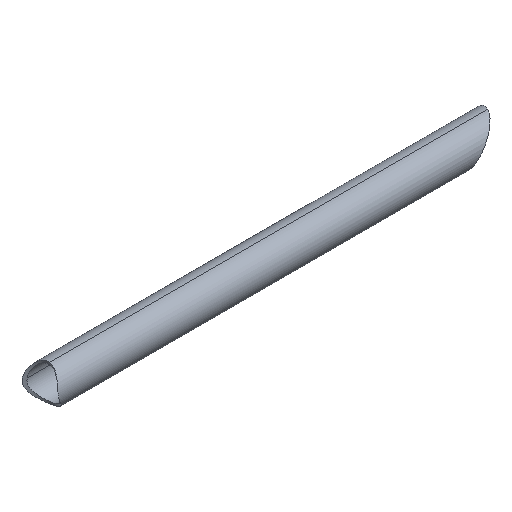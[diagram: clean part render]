
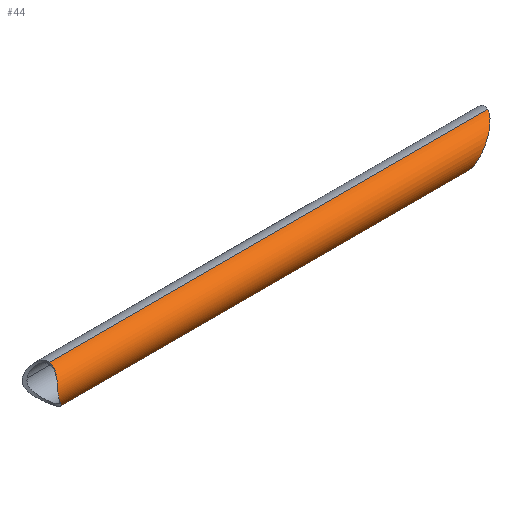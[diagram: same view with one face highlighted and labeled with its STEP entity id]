
A CAD part, isometric view. The second image highlights one B-rep face of the part: STEP entity #44.
In plain terms, the highlighted cylindrical face has radius 12.5 mm (diameter 25 mm), a partial arc.
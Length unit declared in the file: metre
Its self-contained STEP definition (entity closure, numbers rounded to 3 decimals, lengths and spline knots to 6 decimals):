
#44=ADVANCED_FACE('0:27',(#83),#84,.T.);
#83=FACE_OUTER_BOUND('',#113,.T.);
#84=CYLINDRICAL_SURFACE('',#114,0.0125);
#113=EDGE_LOOP('',(#180,#181,#182,#183,#184,#185));
#114=AXIS2_PLACEMENT_3D('',#186,#187,#188);
#180=ORIENTED_EDGE('',*,*,#191,.T.);
#181=ORIENTED_EDGE('',*,*,#206,.T.);
#182=ORIENTED_EDGE('',*,*,#216,.T.);
#183=ORIENTED_EDGE('',*,*,#193,.T.);
#184=ORIENTED_EDGE('',*,*,#211,.T.);
#185=ORIENTED_EDGE('',*,*,#210,.T.);
#186=CARTESIAN_POINT('',(499.659007,0.27038,0.184317));
#187=DIRECTION('',(1.0,0.,0.));
#188=DIRECTION('',(0.,0.,1.0));
#191=EDGE_CURVE('',#221,#222,#223,.T.);
#193=EDGE_CURVE('',#226,#224,#227,.T.);
#206=EDGE_CURVE('',#222,#247,#250,.T.);
#210=EDGE_CURVE('0:350',#254,#221,#255,.T.);
#211=EDGE_CURVE('',#224,#254,#256,.T.);
#216=EDGE_CURVE('',#247,#226,#262,.T.);
#221=VERTEX_POINT('',#267);
#222=VERTEX_POINT('',#268);
#223=LINE('',#269,#270);
#224=VERTEX_POINT('',#271);
#226=VERTEX_POINT('',#273);
#227=LINE('',#274,#275);
#247=VERTEX_POINT('',#390);
#250=B_SPLINE_CURVE_WITH_KNOTS('',3,(#394,#395,#396,#397,#398,#399,#400,#401,#402,#403,#404,#405,#406,#407,#408,#409,#410,#411,#412,#413,#414,#415,#416,#417,#418,#419,#420,#421,#422,#423,#424,#425,#426,#427,#428,#429,#430,#431,#432,#433),.UNSPECIFIED.,.F.,.F.,(4,3,3,3,3,3,3,3,3,3,3,3,3,4),(0.022779,0.026098,0.029599,0.030644,0.034186,0.037526,0.040449,0.042001,0.046728,0.050405,0.051868,0.055335,0.058533,0.060907),.UNSPECIFIED.);
#254=VERTEX_POINT('',#456);
#255=ELLIPSE('',#457,0.017726,0.0125);
#256=ELLIPSE('',#458,0.017726,0.0125);
#262=B_SPLINE_CURVE_WITH_KNOTS('',3,(#491,#492,#493,#494,#495,#496,#497),.UNSPECIFIED.,.F.,.F.,(4,3,4),(0.060907,0.062435,0.063363),.UNSPECIFIED.);
#267=CARTESIAN_POINT('',(-0.329541,0.27038,0.196817));
#268=CARTESIAN_POINT('',(-0.635143,0.27038,0.196817));
#269=CARTESIAN_POINT('',(-0.484826,0.27038,0.196817));
#270=VECTOR('',#501,1.0);
#271=CARTESIAN_POINT('',(-0.350862,0.27038,0.171817));
#273=CARTESIAN_POINT('',(-0.635204,0.27038,0.171817));
#274=CARTESIAN_POINT('',(-0.484826,0.27038,0.171817));
#275=VECTOR('',#505,1.0);
#390=CARTESIAN_POINT('',(-0.635,0.267918,0.172062));
#394=CARTESIAN_POINT('',(-0.635143,0.27038,0.196817));
#395=CARTESIAN_POINT('',(-0.635298,0.269253,0.196817));
#396=CARTESIAN_POINT('',(-0.635578,0.268124,0.196662));
#397=CARTESIAN_POINT('',(-0.63595,0.267061,0.196369));
#398=CARTESIAN_POINT('',(-0.636341,0.265939,0.19606));
#399=CARTESIAN_POINT('',(-0.636833,0.264887,0.195597));
#400=CARTESIAN_POINT('',(-0.637348,0.263963,0.195044));
#401=CARTESIAN_POINT('',(-0.637502,0.263687,0.194879));
#402=CARTESIAN_POINT('',(-0.637657,0.263424,0.194708));
#403=CARTESIAN_POINT('',(-0.637814,0.263168,0.194527));
#404=CARTESIAN_POINT('',(-0.638345,0.262302,0.193915));
#405=CARTESIAN_POINT('',(-0.638932,0.261487,0.193171));
#406=CARTESIAN_POINT('',(-0.639484,0.260778,0.19232));
#407=CARTESIAN_POINT('',(-0.640005,0.260109,0.191518));
#408=CARTESIAN_POINT('',(-0.640495,0.259533,0.190621));
#409=CARTESIAN_POINT('',(-0.640851,0.259074,0.18965));
#410=CARTESIAN_POINT('',(-0.641163,0.258674,0.1888));
#411=CARTESIAN_POINT('',(-0.641369,0.258363,0.187892));
#412=CARTESIAN_POINT('',(-0.64141,0.258159,0.186943));
#413=CARTESIAN_POINT('',(-0.641431,0.258051,0.186439));
#414=CARTESIAN_POINT('',(-0.641406,0.257974,0.185926));
#415=CARTESIAN_POINT('',(-0.641338,0.257929,0.185418));
#416=CARTESIAN_POINT('',(-0.641131,0.257792,0.183869));
#417=CARTESIAN_POINT('',(-0.640525,0.257948,0.182339));
#418=CARTESIAN_POINT('',(-0.639813,0.258354,0.180909));
#419=CARTESIAN_POINT('',(-0.63926,0.258669,0.179796));
#420=CARTESIAN_POINT('',(-0.638646,0.259137,0.178742));
#421=CARTESIAN_POINT('',(-0.638079,0.259718,0.177793));
#422=CARTESIAN_POINT('',(-0.637853,0.259949,0.177416));
#423=CARTESIAN_POINT('',(-0.637637,0.260193,0.177059));
#424=CARTESIAN_POINT('',(-0.637421,0.260466,0.176704));
#425=CARTESIAN_POINT('',(-0.636908,0.261113,0.175862));
#426=CARTESIAN_POINT('',(-0.636415,0.261908,0.175055));
#427=CARTESIAN_POINT('',(-0.636016,0.262823,0.17436));
#428=CARTESIAN_POINT('',(-0.635649,0.263668,0.173719));
#429=CARTESIAN_POINT('',(-0.635362,0.264615,0.173173));
#430=CARTESIAN_POINT('',(-0.635191,0.26562,0.172759));
#431=CARTESIAN_POINT('',(-0.635064,0.266365,0.172452));
#432=CARTESIAN_POINT('',(-0.635,0.26714,0.172218));
#433=CARTESIAN_POINT('',(-0.635,0.267918,0.172062));
#456=CARTESIAN_POINT('',(-0.35277,0.263759,0.173715));
#457=AXIS2_PLACEMENT_3D('',#513,#514,#515);
#458=AXIS2_PLACEMENT_3D('',#516,#517,#518);
#491=CARTESIAN_POINT('',(-0.635,0.267918,0.172062));
#492=CARTESIAN_POINT('',(-0.635,0.268419,0.171962));
#493=CARTESIAN_POINT('',(-0.635026,0.268927,0.171891));
#494=CARTESIAN_POINT('',(-0.635079,0.269441,0.171853));
#495=CARTESIAN_POINT('',(-0.635111,0.269753,0.171829));
#496=CARTESIAN_POINT('',(-0.635153,0.270066,0.171817));
#497=CARTESIAN_POINT('',(-0.635204,0.27038,0.171817));
#501=DIRECTION('',(-1.0,0.,0.));
#505=DIRECTION('',(1.0,0.,0.));
#513=CARTESIAN_POINT('',(-0.340201,0.27038,0.184317));
#514=DIRECTION('',(-0.705,0.376,0.601));
#515=DIRECTION('',(0.709,0.374,0.598));
#516=CARTESIAN_POINT('',(-0.340201,0.27038,0.184317));
#517=DIRECTION('',(-0.705,0.376,0.601));
#518=DIRECTION('',(0.709,0.374,0.598));
